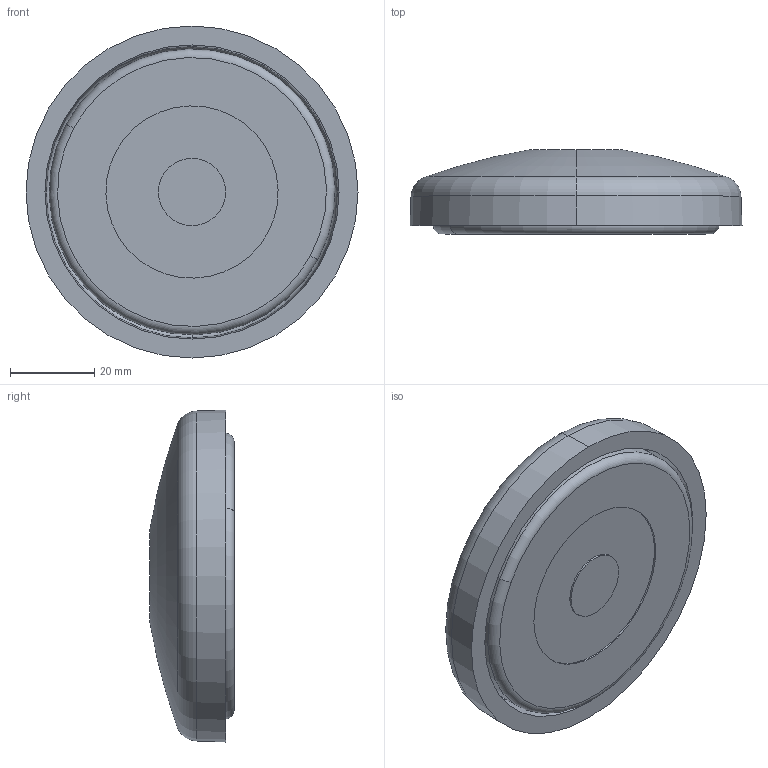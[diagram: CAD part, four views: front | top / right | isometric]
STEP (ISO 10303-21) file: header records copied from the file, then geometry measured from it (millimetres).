
FILE_DESCRIPTION (( 'STEP AP214' ), '1' );
FILE_NAME ('098a080zsg.STEP', '2013-09-02T08:46:34', ( '' ), ( '' ), 'SwSTEP 2.0', 'SolidWorks 2012', '' );
FILE_SCHEMA (( 'AUTOMOTIVE_DESIGN' ));
Length unit declared in the file: millimetre
Products named in the file (3): 098ag080_098 ag 080; 098a080zsg; 098a080zr_098A080ZS
Assembly tree (2 placements, depth 2):
  098a080zsg
    098a080zr_098A080ZS
    098ag080_098 ag 080
Bounding box: 79 x 20 x 79 mm (x, y, z)
Volume: 48898.5 mm3; surface area: 25133.3 mm2
Topology: 2 solids, 2 shells, 53 faces, 108 edges, 62 vertices
Faces by surface type: torus 20, cone 16, cylinder 8, plane 7, sphere 2
Entity records: 1619 total; most frequent: DIRECTION 308, CARTESIAN_POINT 228, ORIENTED_EDGE 216, AXIS2_PLACEMENT_3D 142, EDGE_CURVE 108, CIRCLE 84, VERTEX_POINT 62, EDGE_LOOP 58
